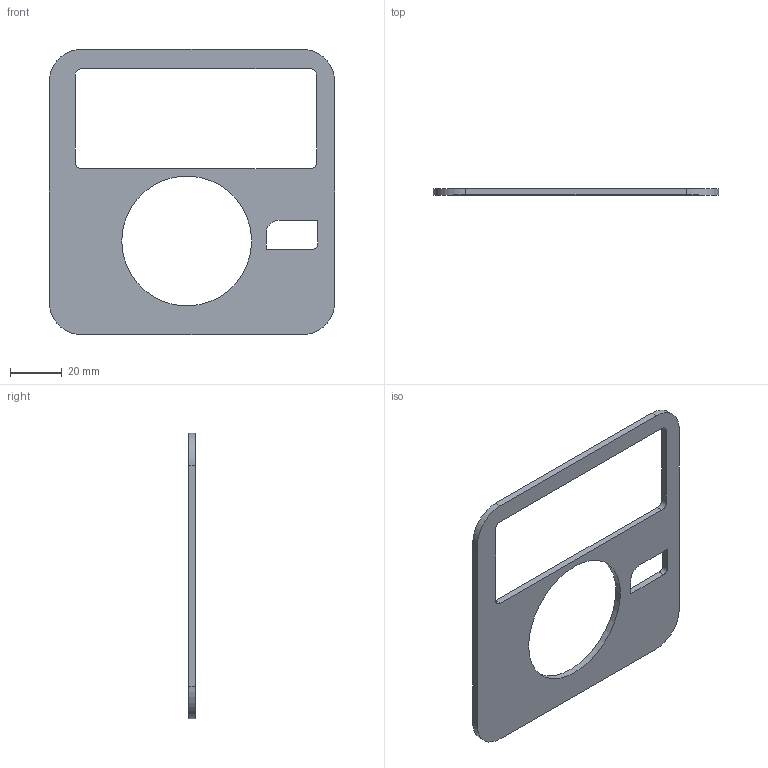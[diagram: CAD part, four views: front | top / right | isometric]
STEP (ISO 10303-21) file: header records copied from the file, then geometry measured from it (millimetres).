
FILE_DESCRIPTION(/* description */ (''),/* implementation_level */ '2;1');
FILE_NAME(/* name */ 'wingglobe_top.step',/* time_stamp */ '2026-01-01T16:21:32-08:00',/* author */ (''),/* organization */ (''),/* preprocessor_version */ 'ST-DEVELOPER v20.1',/* originating_system */ 'Autodesk Translation Framework v14.21.0.0',/* authorisation */ '');
FILE_SCHEMA (('AUTOMOTIVE_DESIGN { 1 0 10303 214 3 1 1 }'));
Length unit declared in the file: millimetre
Products named in the file (1): 2025-12-31-12-38-12-582
Bounding box: 110 x 2.5 x 110 mm (x, y, z)
Volume: 15505.8 mm3; surface area: 14699.4 mm2
Topology: 1 solids, 1 shells, 97 faces, 273 edges, 182 vertices
Faces by surface type: plane 86, cylinder 11
Full cylindrical faces by diameter (mm): 50 x1
Entity records: 3141 total; most frequent: CARTESIAN_POINT 553, ORIENTED_EDGE 546, DIRECTION 491, EDGE_CURVE 273, LINE 251, VECTOR 251, VERTEX_POINT 182, AXIS2_PLACEMENT_3D 120
